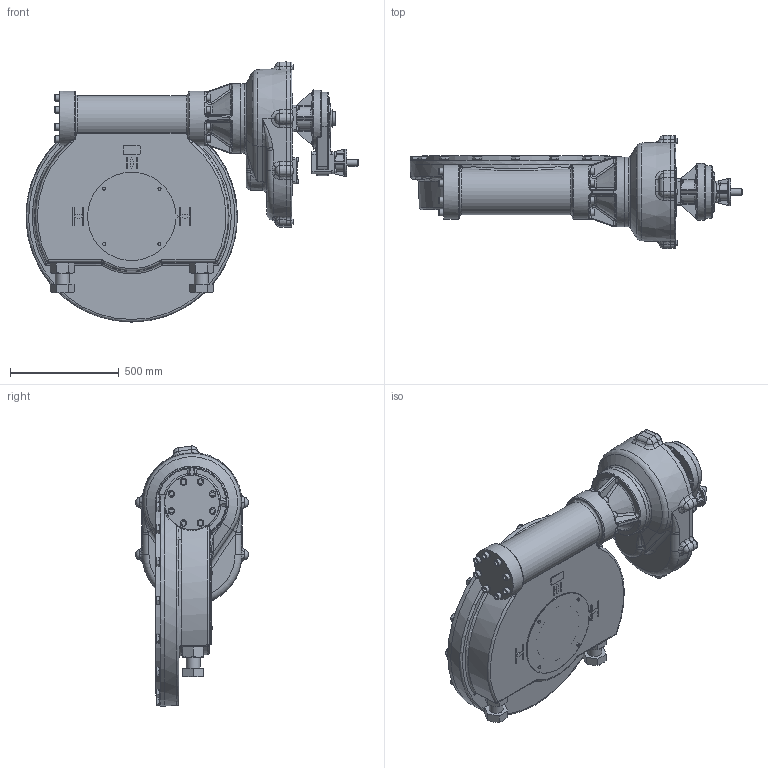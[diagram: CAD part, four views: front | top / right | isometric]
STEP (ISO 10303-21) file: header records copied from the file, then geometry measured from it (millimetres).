
FILE_DESCRIPTION(/* description */ ('Unknown'),/* implementation_level */ '2;1');
FILE_NAME(/* name */ 'PUB-IW126-IR4-AS5-1_SOLID_0-1',/* time_stamp */ '2019-12-12T13:01:10+00:00',/* author */ ('Unknown'),/* organization */ ('Unknown'),/* preprocessor_version */ 'ST-DEVELOPER v16.7',/* originating_system */ 'DEX',/* authorisation */ $);
FILE_SCHEMA (('AUTOMOTIVE_DESIGN {1 0 10303 214 3 1 1}'));
Products named in the file (1): PUB-IW126-IR4-AS5-1_SOLID_0-1
Bounding box: 1526.15 x 519.96 x 1195.99 mm (x, y, z)
Volume: 214747782.3 mm3; surface area: 4627933.6 mm2
Topology: 61 solids, 61 shells, 3867 faces, 10011 edges, 6268 vertices
Faces by surface type: plane 2245, cylinder 719, cone 321, torus 254, bspline 224, sphere 104
Full cylindrical faces by diameter (mm): 6.647 x2, 10.5 x4, 12 x2, 13 x8, 13.5 x16, 14.605 x1, 15.3 x1, 16 x4, 16.6 x4, 17.5 x2, 18 x8, 20 x12, 20.075 x2, 20.5 x8, 21 x8, 25.7 x3, 29.25 x1, 30 x21, 30.7 x16, 31.5 x1, 31.67 x8, 36 x1, 36.5 x3, 38.5 x1, 39 x16, 40.3 x6, 42 x2, 42.025 x1, 50 x3, 50.2 x1
Entity records: 120459 total; most frequent: CARTESIAN_POINT 30519, ORIENTED_EDGE 18542, DIRECTION 18432, EDGE_CURVE 9271, AXIS2_PLACEMENT_3D 6598, VERTEX_POINT 6032, LINE 5236, VECTOR 5236
